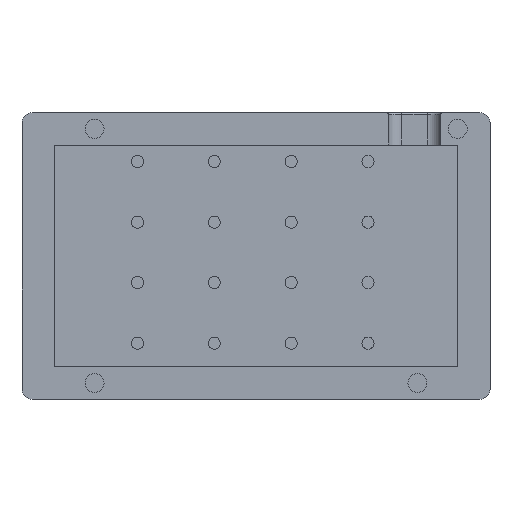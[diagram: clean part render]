
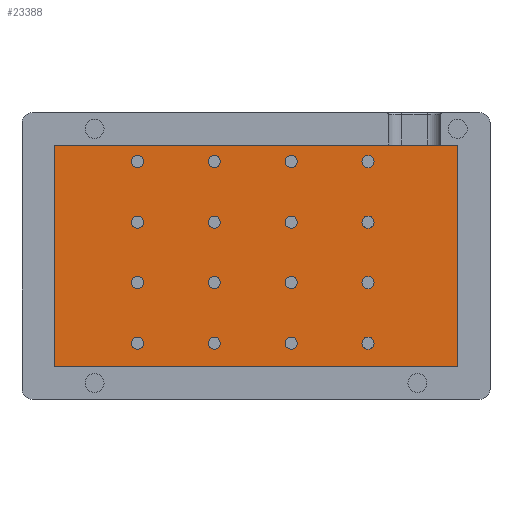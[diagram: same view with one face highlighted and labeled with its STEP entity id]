
A CAD part, top view. The second image highlights one B-rep face of the part: STEP entity #23388.
In plain terms, the highlighted planar face has unit normal (0, 0, 1).
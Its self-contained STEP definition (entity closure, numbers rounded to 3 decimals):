
#1115=FACE_BOUND('',#6735,.T.);
#1116=FACE_BOUND('',#6736,.T.);
#1117=FACE_BOUND('',#6737,.T.);
#1118=FACE_BOUND('',#6738,.T.);
#1119=FACE_BOUND('',#6739,.T.);
#1120=FACE_BOUND('',#6740,.T.);
#1121=FACE_BOUND('',#6741,.T.);
#1122=FACE_BOUND('',#6742,.T.);
#1123=FACE_BOUND('',#6743,.T.);
#1124=FACE_BOUND('',#6744,.T.);
#1125=FACE_BOUND('',#6745,.T.);
#1126=FACE_BOUND('',#6746,.T.);
#1127=FACE_BOUND('',#6747,.T.);
#1128=FACE_BOUND('',#6748,.T.);
#1129=FACE_BOUND('',#6749,.T.);
#1130=FACE_BOUND('',#6750,.T.);
#1295=PLANE('',#23693);
#2704=LINE('',#50838,#4115);
#2705=LINE('',#50840,#4116);
#2706=LINE('',#50842,#4117);
#2707=LINE('',#50843,#4118);
#4115=VECTOR('',#25668,10.);
#4116=VECTOR('',#25669,10.);
#4117=VECTOR('',#25670,10.);
#4118=VECTOR('',#25671,10.);
#5417=FACE_OUTER_BOUND('',#6734,.T.);
#6734=EDGE_LOOP('',(#22048,#22049,#22050,#22051));
#6735=EDGE_LOOP('',(#22052));
#6736=EDGE_LOOP('',(#22053));
#6737=EDGE_LOOP('',(#22054));
#6738=EDGE_LOOP('',(#22055));
#6739=EDGE_LOOP('',(#22056));
#6740=EDGE_LOOP('',(#22057));
#6741=EDGE_LOOP('',(#22058));
#6742=EDGE_LOOP('',(#22059));
#6743=EDGE_LOOP('',(#22060));
#6744=EDGE_LOOP('',(#22061));
#6745=EDGE_LOOP('',(#22062));
#6746=EDGE_LOOP('',(#22063));
#6747=EDGE_LOOP('',(#22064));
#6748=EDGE_LOOP('',(#22065));
#6749=EDGE_LOOP('',(#22066));
#6750=EDGE_LOOP('',(#22067));
#6807=CIRCLE('',#23492,1.5);
#6809=CIRCLE('',#23496,1.5);
#6811=CIRCLE('',#23500,1.5);
#6813=CIRCLE('',#23504,1.5);
#6815=CIRCLE('',#23508,1.5);
#6817=CIRCLE('',#23512,1.5);
#6819=CIRCLE('',#23516,1.5);
#6821=CIRCLE('',#23520,1.5);
#6823=CIRCLE('',#23524,1.5);
#6825=CIRCLE('',#23528,1.5);
#6827=CIRCLE('',#23532,1.5);
#6829=CIRCLE('',#23536,1.5);
#6831=CIRCLE('',#23540,1.5);
#6833=CIRCLE('',#23544,1.5);
#6835=CIRCLE('',#23548,1.5);
#6837=CIRCLE('',#23552,1.5);
#9957=VERTEX_POINT('',#31319);
#9959=VERTEX_POINT('',#31326);
#9961=VERTEX_POINT('',#31333);
#9963=VERTEX_POINT('',#31340);
#9965=VERTEX_POINT('',#31347);
#9967=VERTEX_POINT('',#31354);
#9969=VERTEX_POINT('',#31361);
#9971=VERTEX_POINT('',#31368);
#9973=VERTEX_POINT('',#31375);
#9975=VERTEX_POINT('',#31382);
#9977=VERTEX_POINT('',#31389);
#9979=VERTEX_POINT('',#31396);
#9981=VERTEX_POINT('',#31403);
#9983=VERTEX_POINT('',#31410);
#9985=VERTEX_POINT('',#31417);
#9987=VERTEX_POINT('',#31424);
#11332=VERTEX_POINT('',#50836);
#11333=VERTEX_POINT('',#50837);
#11334=VERTEX_POINT('',#50839);
#11335=VERTEX_POINT('',#50841);
#12381=EDGE_CURVE('',#9957,#9957,#6807,.T.);
#12384=EDGE_CURVE('',#9959,#9959,#6809,.T.);
#12387=EDGE_CURVE('',#9961,#9961,#6811,.T.);
#12390=EDGE_CURVE('',#9963,#9963,#6813,.T.);
#12393=EDGE_CURVE('',#9965,#9965,#6815,.T.);
#12396=EDGE_CURVE('',#9967,#9967,#6817,.T.);
#12399=EDGE_CURVE('',#9969,#9969,#6819,.T.);
#12402=EDGE_CURVE('',#9971,#9971,#6821,.T.);
#12405=EDGE_CURVE('',#9973,#9973,#6823,.T.);
#12408=EDGE_CURVE('',#9975,#9975,#6825,.T.);
#12411=EDGE_CURVE('',#9977,#9977,#6827,.T.);
#12414=EDGE_CURVE('',#9979,#9979,#6829,.T.);
#12417=EDGE_CURVE('',#9981,#9981,#6831,.T.);
#12420=EDGE_CURVE('',#9983,#9983,#6833,.T.);
#12423=EDGE_CURVE('',#9985,#9985,#6835,.T.);
#12426=EDGE_CURVE('',#9987,#9987,#6837,.T.);
#14919=EDGE_CURVE('',#11332,#11333,#2704,.T.);
#14920=EDGE_CURVE('',#11334,#11332,#2705,.T.);
#14921=EDGE_CURVE('',#11335,#11334,#2706,.T.);
#14922=EDGE_CURVE('',#11333,#11335,#2707,.T.);
#22048=ORIENTED_EDGE('',*,*,#14919,.F.);
#22049=ORIENTED_EDGE('',*,*,#14920,.F.);
#22050=ORIENTED_EDGE('',*,*,#14921,.F.);
#22051=ORIENTED_EDGE('',*,*,#14922,.F.);
#22052=ORIENTED_EDGE('',*,*,#12381,.T.);
#22053=ORIENTED_EDGE('',*,*,#12384,.T.);
#22054=ORIENTED_EDGE('',*,*,#12387,.T.);
#22055=ORIENTED_EDGE('',*,*,#12390,.T.);
#22056=ORIENTED_EDGE('',*,*,#12393,.T.);
#22057=ORIENTED_EDGE('',*,*,#12396,.T.);
#22058=ORIENTED_EDGE('',*,*,#12399,.T.);
#22059=ORIENTED_EDGE('',*,*,#12402,.T.);
#22060=ORIENTED_EDGE('',*,*,#12405,.T.);
#22061=ORIENTED_EDGE('',*,*,#12408,.T.);
#22062=ORIENTED_EDGE('',*,*,#12411,.T.);
#22063=ORIENTED_EDGE('',*,*,#12414,.T.);
#22064=ORIENTED_EDGE('',*,*,#12417,.T.);
#22065=ORIENTED_EDGE('',*,*,#12420,.T.);
#22066=ORIENTED_EDGE('',*,*,#12423,.T.);
#22067=ORIENTED_EDGE('',*,*,#12426,.T.);
#23388=ADVANCED_FACE('',(#5417,#1115,#1116,#1117,#1118,#1119,#1120,#1121,
#1122,#1123,#1124,#1125,#1126,#1127,#1128,#1129,#1130),#1295,.F.);
#23492=AXIS2_PLACEMENT_3D('',#31321,#23985,#23986);
#23496=AXIS2_PLACEMENT_3D('',#31328,#23994,#23995);
#23500=AXIS2_PLACEMENT_3D('',#31335,#24003,#24004);
#23504=AXIS2_PLACEMENT_3D('',#31342,#24012,#24013);
#23508=AXIS2_PLACEMENT_3D('',#31349,#24021,#24022);
#23512=AXIS2_PLACEMENT_3D('',#31356,#24030,#24031);
#23516=AXIS2_PLACEMENT_3D('',#31363,#24039,#24040);
#23520=AXIS2_PLACEMENT_3D('',#31370,#24048,#24049);
#23524=AXIS2_PLACEMENT_3D('',#31377,#24057,#24058);
#23528=AXIS2_PLACEMENT_3D('',#31384,#24066,#24067);
#23532=AXIS2_PLACEMENT_3D('',#31391,#24075,#24076);
#23536=AXIS2_PLACEMENT_3D('',#31398,#24084,#24085);
#23540=AXIS2_PLACEMENT_3D('',#31405,#24093,#24094);
#23544=AXIS2_PLACEMENT_3D('',#31412,#24102,#24103);
#23548=AXIS2_PLACEMENT_3D('',#31419,#24111,#24112);
#23552=AXIS2_PLACEMENT_3D('',#31426,#24120,#24121);
#23693=AXIS2_PLACEMENT_3D('',#50835,#25666,#25667);
#23985=DIRECTION('center_axis',(0.,0.,-1.));
#23986=DIRECTION('ref_axis',(-1.,0.,0.));
#23994=DIRECTION('center_axis',(0.,0.,-1.));
#23995=DIRECTION('ref_axis',(-1.,0.,0.));
#24003=DIRECTION('center_axis',(0.,0.,-1.));
#24004=DIRECTION('ref_axis',(-1.,0.,0.));
#24012=DIRECTION('center_axis',(0.,0.,-1.));
#24013=DIRECTION('ref_axis',(-1.,0.,0.));
#24021=DIRECTION('center_axis',(0.,0.,-1.));
#24022=DIRECTION('ref_axis',(-1.,0.,0.));
#24030=DIRECTION('center_axis',(0.,0.,-1.));
#24031=DIRECTION('ref_axis',(-1.,0.,0.));
#24039=DIRECTION('center_axis',(0.,0.,-1.));
#24040=DIRECTION('ref_axis',(-1.,0.,0.));
#24048=DIRECTION('center_axis',(0.,0.,-1.));
#24049=DIRECTION('ref_axis',(-1.,0.,0.));
#24057=DIRECTION('center_axis',(0.,0.,-1.));
#24058=DIRECTION('ref_axis',(-1.,0.,0.));
#24066=DIRECTION('center_axis',(0.,0.,-1.));
#24067=DIRECTION('ref_axis',(-1.,0.,0.));
#24075=DIRECTION('center_axis',(0.,0.,-1.));
#24076=DIRECTION('ref_axis',(-1.,0.,0.));
#24084=DIRECTION('center_axis',(0.,0.,-1.));
#24085=DIRECTION('ref_axis',(-1.,0.,0.));
#24093=DIRECTION('center_axis',(0.,0.,-1.));
#24094=DIRECTION('ref_axis',(-1.,0.,0.));
#24102=DIRECTION('center_axis',(0.,0.,-1.));
#24103=DIRECTION('ref_axis',(-1.,0.,0.));
#24111=DIRECTION('center_axis',(0.,0.,-1.));
#24112=DIRECTION('ref_axis',(-1.,0.,0.));
#24120=DIRECTION('center_axis',(0.,0.,-1.));
#24121=DIRECTION('ref_axis',(-1.,0.,0.));
#25666=DIRECTION('center_axis',(0.,0.,-1.));
#25667=DIRECTION('ref_axis',(1.,0.,0.));
#25668=DIRECTION('',(1.,0.,0.));
#25669=DIRECTION('',(0.,1.,0.));
#25670=DIRECTION('',(-1.,0.,0.));
#25671=DIRECTION('',(0.,-1.,0.));
#31319=CARTESIAN_POINT('',(29.257,-21.602,-0.99));
#31321=CARTESIAN_POINT('Origin',(27.757,-21.602,-0.99));
#31326=CARTESIAN_POINT('',(-8.843,-21.602,-0.99));
#31328=CARTESIAN_POINT('Origin',(-10.343,-21.602,-0.99));
#31333=CARTESIAN_POINT('',(29.257,8.398,-0.99));
#31335=CARTESIAN_POINT('Origin',(27.757,8.398,-0.99));
#31340=CARTESIAN_POINT('',(-27.893,23.398,-0.99));
#31342=CARTESIAN_POINT('Origin',(-29.393,23.398,-0.99));
#31347=CARTESIAN_POINT('',(-27.893,-21.602,-0.99));
#31349=CARTESIAN_POINT('Origin',(-29.393,-21.602,-0.99));
#31354=CARTESIAN_POINT('',(-8.843,23.398,-0.99));
#31356=CARTESIAN_POINT('Origin',(-10.343,23.398,-0.99));
#31361=CARTESIAN_POINT('',(10.207,8.398,-0.99));
#31363=CARTESIAN_POINT('Origin',(8.707,8.398,-0.99));
#31368=CARTESIAN_POINT('',(10.207,-21.602,-0.99));
#31370=CARTESIAN_POINT('Origin',(8.707,-21.602,-0.99));
#31375=CARTESIAN_POINT('',(29.257,-6.602,-0.99));
#31377=CARTESIAN_POINT('Origin',(27.757,-6.602,-0.99));
#31382=CARTESIAN_POINT('',(-8.843,-6.602,-0.99));
#31384=CARTESIAN_POINT('Origin',(-10.343,-6.602,-0.99));
#31389=CARTESIAN_POINT('',(29.257,23.398,-0.99));
#31391=CARTESIAN_POINT('Origin',(27.757,23.398,-0.99));
#31396=CARTESIAN_POINT('',(-27.893,8.398,-0.99));
#31398=CARTESIAN_POINT('Origin',(-29.393,8.398,-0.99));
#31403=CARTESIAN_POINT('',(-27.893,-6.602,-0.99));
#31405=CARTESIAN_POINT('Origin',(-29.393,-6.602,-0.99));
#31410=CARTESIAN_POINT('',(10.207,23.398,-0.99));
#31412=CARTESIAN_POINT('Origin',(8.707,23.398,-0.99));
#31417=CARTESIAN_POINT('',(-8.843,8.398,-0.99));
#31419=CARTESIAN_POINT('Origin',(-10.343,8.398,-0.99));
#31424=CARTESIAN_POINT('',(10.207,-6.602,-0.99));
#31426=CARTESIAN_POINT('Origin',(8.707,-6.602,-0.99));
#50835=CARTESIAN_POINT('Origin',(0.,0.,-0.99));
#50836=CARTESIAN_POINT('',(-50.,27.5,-0.99));
#50837=CARTESIAN_POINT('',(50.,27.5,-0.99));
#50838=CARTESIAN_POINT('',(25.,27.5,-0.99));
#50839=CARTESIAN_POINT('',(-50.,-27.5,-0.99));
#50840=CARTESIAN_POINT('',(-50.,13.75,-0.99));
#50841=CARTESIAN_POINT('',(50.,-27.5,-0.99));
#50842=CARTESIAN_POINT('',(-25.,-27.5,-0.99));
#50843=CARTESIAN_POINT('',(50.,-13.75,-0.99));
